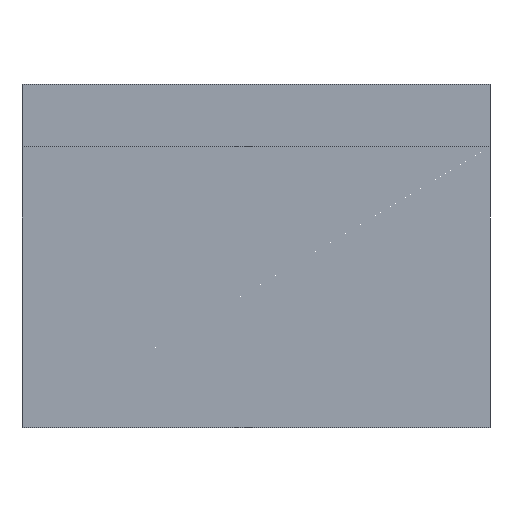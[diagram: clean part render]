
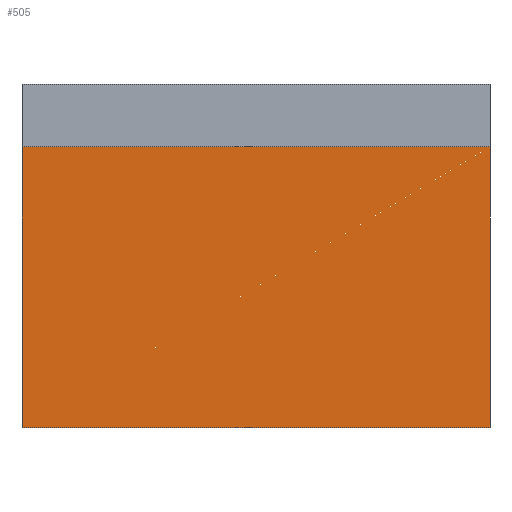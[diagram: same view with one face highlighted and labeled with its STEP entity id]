
A CAD part, front view. The second image highlights one B-rep face of the part: STEP entity #505.
In plain terms, the highlighted planar face has unit normal (0, -1, 0).
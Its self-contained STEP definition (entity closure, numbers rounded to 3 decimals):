
#40 = VERTEX_POINT('',#41);
#41 = CARTESIAN_POINT('',(-7.5,-3.5,-1.));
#279 = VERTEX_POINT('',#280);
#280 = CARTESIAN_POINT('',(7.5,-3.5,-1.));
#286 = EDGE_CURVE('',#279,#40,#287,.T.);
#287 = LINE('',#288,#289);
#288 = CARTESIAN_POINT('',(-7.5,-3.5,-1.));
#289 = VECTOR('',#290,1.);
#290 = DIRECTION('',(-1.,0.,0.));
#485 = EDGE_CURVE('',#486,#40,#488,.T.);
#486 = VERTEX_POINT('',#487);
#487 = CARTESIAN_POINT('',(-7.5,-3.5,-10.));
#488 = LINE('',#489,#490);
#489 = CARTESIAN_POINT('',(-7.5,-3.5,-10.));
#490 = VECTOR('',#491,1.);
#491 = DIRECTION('',(0.,0.,1.));
#505 = ADVANCED_FACE('',(#506),#524,.F.);
#506 = FACE_BOUND('',#507,.F.);
#507 = EDGE_LOOP('',(#508,#516,#522,#523));
#508 = ORIENTED_EDGE('',*,*,#509,.F.);
#509 = EDGE_CURVE('',#510,#279,#512,.T.);
#510 = VERTEX_POINT('',#511);
#511 = CARTESIAN_POINT('',(7.5,-3.5,-10.));
#512 = LINE('',#513,#514);
#513 = CARTESIAN_POINT('',(7.5,-3.5,-10.));
#514 = VECTOR('',#515,1.);
#515 = DIRECTION('',(0.,0.,1.));
#516 = ORIENTED_EDGE('',*,*,#517,.F.);
#517 = EDGE_CURVE('',#486,#510,#518,.T.);
#518 = LINE('',#519,#520);
#519 = CARTESIAN_POINT('',(-7.5,-3.5,-10.));
#520 = VECTOR('',#521,1.);
#521 = DIRECTION('',(1.,0.,0.));
#522 = ORIENTED_EDGE('',*,*,#485,.T.);
#523 = ORIENTED_EDGE('',*,*,#286,.F.);
#524 = PLANE('',#525);
#525 = AXIS2_PLACEMENT_3D('',#526,#527,#528);
#526 = CARTESIAN_POINT('',(-7.5,-3.5,-10.));
#527 = DIRECTION('',(0.,1.,0.));
#528 = DIRECTION('',(0.,0.,1.));
